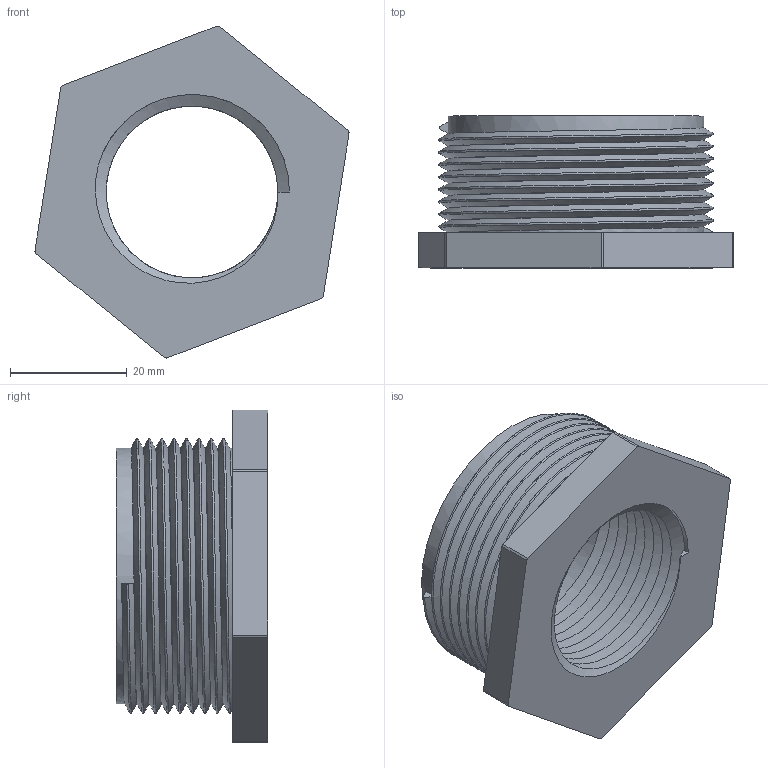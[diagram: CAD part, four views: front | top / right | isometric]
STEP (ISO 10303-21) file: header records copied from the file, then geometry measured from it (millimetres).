
FILE_DESCRIPTION(/* description */ (''),/* implementation_level */ '2;1');
FILE_NAME(/* name */ 'rduction_MF_1,3-4_1,1-4.step',/* time_stamp */ '2025-06-04T19:25:10+02:00',/* author */ (''),/* organization */ (''),/* preprocessor_version */ 'ST-DEVELOPER v20.1',/* originating_system */ 'Autodesk Translation Framework v14.4.0.0',/* authorisation */ '');
FILE_SCHEMA (('AUTOMOTIVE_DESIGN { 1 0 10303 214 3 1 1 }'));
Length unit declared in the file: millimetre
Products named in the file (1): réduction_MF_1,3/4_1,1/4
Bounding box: 53.82 x 26 x 56.86 mm (x, y, z)
Volume: 24692.2 mm3; surface area: 13157.1 mm2
Topology: 1 solids, 1 shells, 35 faces, 95 edges, 63 vertices
Faces by surface type: cylinder 17, plane 13, bspline 5
Full cylindrical faces by diameter (mm): 33.4 x1, 43.8 x8
Entity records: 5341 total; most frequent: CARTESIAN_POINT 4479, ORIENTED_EDGE 190, DIRECTION 142, EDGE_CURVE 95, VERTEX_POINT 63, AXIS2_PLACEMENT_3D 48, LINE 46, VECTOR 46
